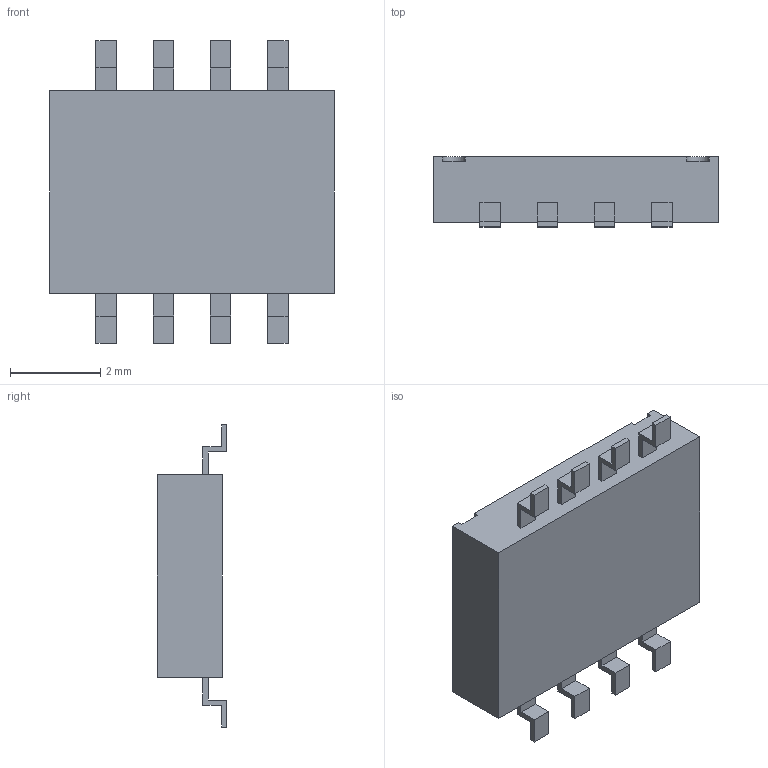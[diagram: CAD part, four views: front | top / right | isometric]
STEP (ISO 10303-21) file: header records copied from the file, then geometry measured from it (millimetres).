
FILE_DESCRIPTION (( 'STEP AP214' ), '1' );
FILE_NAME ('A6H_4101.step', '2018-02-13T22:29:46', ( 'OSMC1.0 ' ), ( ' ' ), 'SwSTEP 2.0', 'SolidWorks 2002025', '' );
FILE_SCHEMA (( 'AUTOMOTIVE_DESIGN' ));
Length unit declared in the file: millimetre
Products named in the file (1): A6H_4101
Bounding box: 6.31 x 1.55 x 6.7 mm (x, y, z)
Volume: 38.5 mm3; surface area: 113.6 mm2
Topology: 1 solids, 1 shells, 136 faces, 354 edges, 236 vertices
Faces by surface type: plane 130, cylinder 6
Entity records: 4817 total; most frequent: CARTESIAN_POINT 727, ORIENTED_EDGE 708, DIRECTION 640, EDGE_CURVE 354, LINE 342, VECTOR 342, VERTEX_POINT 236, EDGE_LOOP 152
